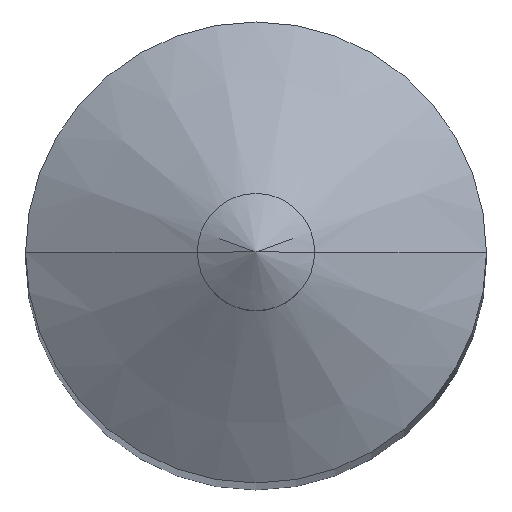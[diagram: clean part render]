
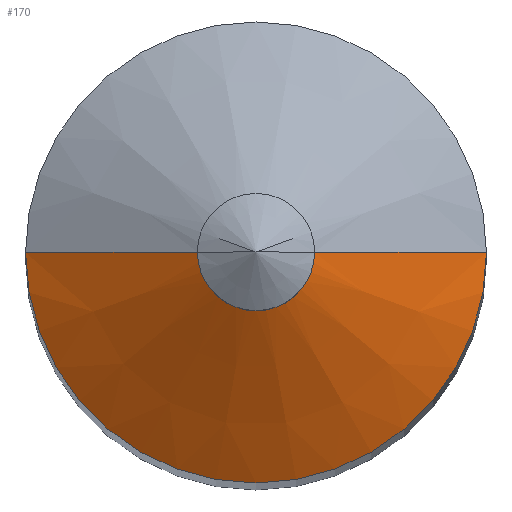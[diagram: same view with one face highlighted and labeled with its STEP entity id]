
A CAD part, top view. The second image highlights one B-rep face of the part: STEP entity #170.
In plain terms, the highlighted conical face has half-angle 60 degrees and reference radius 0.4 mm.
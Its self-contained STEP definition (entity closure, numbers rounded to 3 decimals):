
#9 = VECTOR ( 'NONE', #403, 1000. ) ;
#19 = VECTOR ( 'NONE', #368, 1000. ) ;
#25 = DIRECTION ( 'NONE',  ( 0., 0., -1. ) ) ;
#71 = DIRECTION ( 'NONE',  ( 0., 0., -1. ) ) ;
#91 = CARTESIAN_POINT ( 'NONE',  ( 1.575, 0., 29.522 ) ) ;
#103 = CARTESIAN_POINT ( 'NONE',  ( -1.575, 0., 29.522 ) ) ;
#113 = AXIS2_PLACEMENT_3D ( 'NONE', #419, #71, #227 ) ;
#136 = EDGE_CURVE ( 'NONE', #387, #319, #203, .T. ) ;
#138 = CARTESIAN_POINT ( 'NONE',  ( 0.4, 0., 30.2 ) ) ;
#141 = LINE ( 'NONE', #443, #9 ) ;
#146 = CONICAL_SURFACE ( 'NONE', #113, 0.4, 1.047 ) ;
#160 = AXIS2_PLACEMENT_3D ( 'NONE', #365, #25, #323 ) ;
#170 = ADVANCED_FACE ( 'NONE', ( #185 ), #146, .T. ) ;
#185 = FACE_OUTER_BOUND ( 'NONE', #399, .T. ) ;
#189 = CARTESIAN_POINT ( 'NONE',  ( 0., 0., 29.522 ) ) ;
#191 = DIRECTION ( 'NONE',  ( -1., 0., 0. ) ) ;
#203 = CIRCLE ( 'NONE', #267, 1.575 ) ;
#227 = DIRECTION ( 'NONE',  ( -1., 0., 0. ) ) ;
#253 = CARTESIAN_POINT ( 'NONE',  ( -0.4, 0., 30.2 ) ) ;
#263 = EDGE_CURVE ( 'NONE', #356, #387, #311, .T. ) ;
#267 = AXIS2_PLACEMENT_3D ( 'NONE', #189, #343, #191 ) ;
#311 = LINE ( 'NONE', #138, #19 ) ;
#318 = ORIENTED_EDGE ( 'NONE', *, *, #263, .F. ) ;
#319 = VERTEX_POINT ( 'NONE', #103 ) ;
#323 = DIRECTION ( 'NONE',  ( -1., 0., 0. ) ) ;
#343 = DIRECTION ( 'NONE',  ( 0., 0., -1. ) ) ;
#349 = CIRCLE ( 'NONE', #160, 0.4 ) ;
#352 = ORIENTED_EDGE ( 'NONE', *, *, #454, .T. ) ;
#356 = VERTEX_POINT ( 'NONE', #371 ) ;
#365 = CARTESIAN_POINT ( 'NONE',  ( 0., 0., 30.2 ) ) ;
#368 = DIRECTION ( 'NONE',  ( 0.866, 0., -0.5 ) ) ;
#371 = CARTESIAN_POINT ( 'NONE',  ( 0.4, 0., 30.2 ) ) ;
#387 = VERTEX_POINT ( 'NONE', #91 ) ;
#390 = VERTEX_POINT ( 'NONE', #253 ) ;
#399 = EDGE_LOOP ( 'NONE', ( #318, #352, #434, #469 ) ) ;
#403 = DIRECTION ( 'NONE',  ( -0.866, 0., -0.5 ) ) ;
#418 = EDGE_CURVE ( 'NONE', #390, #319, #141, .T. ) ;
#419 = CARTESIAN_POINT ( 'NONE',  ( 0., 0., 30.2 ) ) ;
#434 = ORIENTED_EDGE ( 'NONE', *, *, #418, .T. ) ;
#443 = CARTESIAN_POINT ( 'NONE',  ( -0.4, 0., 30.2 ) ) ;
#454 = EDGE_CURVE ( 'NONE', #356, #390, #349, .T. ) ;
#469 = ORIENTED_EDGE ( 'NONE', *, *, #136, .F. ) ;
